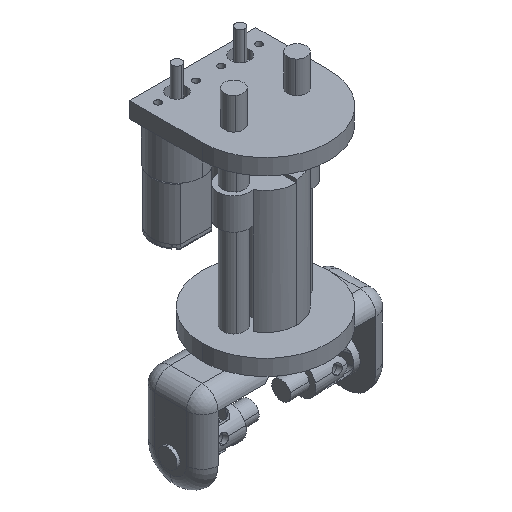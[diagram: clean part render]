
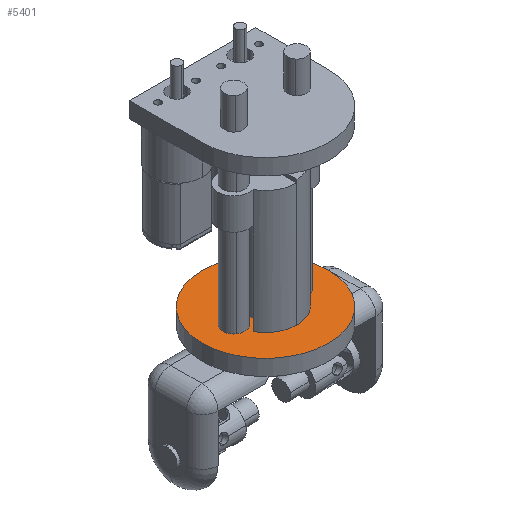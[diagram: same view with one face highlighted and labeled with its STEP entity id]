
A CAD part, isometric view. The second image highlights one B-rep face of the part: STEP entity #5401.
In plain terms, the highlighted planar face has unit normal (0, 0, 1).
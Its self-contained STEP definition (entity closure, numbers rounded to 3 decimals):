
#18 = DIRECTION ( 'NONE',  ( 0., 0., 1. ) ) ;
#77 = AXIS2_PLACEMENT_3D ( 'NONE', #2090, #1430, #1893 ) ;
#106 = CIRCLE ( 'NONE', #5785, 10. ) ;
#170 = AXIS2_PLACEMENT_3D ( 'NONE', #4070, #1132, #4562 ) ;
#196 = CARTESIAN_POINT ( 'NONE',  ( 0., 0., 5. ) ) ;
#212 = DIRECTION ( 'NONE',  ( 0., 0., 1. ) ) ;
#217 = VERTEX_POINT ( 'NONE', #504 ) ;
#276 = CIRCLE ( 'NONE', #2127, 3. ) ;
#296 = VERTEX_POINT ( 'NONE', #4603 ) ;
#504 = CARTESIAN_POINT ( 'NONE',  ( 5., 0., 5. ) ) ;
#561 = ORIENTED_EDGE ( 'NONE', *, *, #2134, .F. ) ;
#569 = AXIS2_PLACEMENT_3D ( 'NONE', #3544, #605, #4033 ) ;
#578 = DIRECTION ( 'NONE',  ( 0., 0., 1. ) ) ;
#605 = DIRECTION ( 'NONE',  ( 0., 0., 1. ) ) ;
#615 = AXIS2_PLACEMENT_3D ( 'NONE', #854, #5726, #2809 ) ;
#680 = DIRECTION ( 'NONE',  ( 1., 0., 0. ) ) ;
#686 = DIRECTION ( 'NONE',  ( 0., 0., 1. ) ) ;
#727 = VERTEX_POINT ( 'NONE', #1990 ) ;
#742 = CARTESIAN_POINT ( 'NONE',  ( -13., 0., 5. ) ) ;
#795 = DIRECTION ( 'NONE',  ( 1., 0., 0. ) ) ;
#805 = CIRCLE ( 'NONE', #1035, 20. ) ;
#818 = ORIENTED_EDGE ( 'NONE', *, *, #1885, .F. ) ;
#854 = CARTESIAN_POINT ( 'NONE',  ( 0., 0., 5. ) ) ;
#1022 = AXIS2_PLACEMENT_3D ( 'NONE', #2936, #18, #3432 ) ;
#1035 = AXIS2_PLACEMENT_3D ( 'NONE', #2779, #6194, #3269 ) ;
#1041 = EDGE_CURVE ( 'NONE', #296, #3303, #4088, .T. ) ;
#1132 = DIRECTION ( 'NONE',  ( 0., 0., -1. ) ) ;
#1168 = EDGE_CURVE ( 'NONE', #217, #727, #6204, .T. ) ;
#1191 = VERTEX_POINT ( 'NONE', #5720 ) ;
#1238 = CARTESIAN_POINT ( 'NONE',  ( 13., 0., 5. ) ) ;
#1303 = CIRCLE ( 'NONE', #569, 3. ) ;
#1429 = FACE_BOUND ( 'NONE', #4429, .T. ) ;
#1430 = DIRECTION ( 'NONE',  ( 0., 0., -1. ) ) ;
#1466 = AXIS2_PLACEMENT_3D ( 'NONE', #3622, #686, #4110 ) ;
#1481 = ORIENTED_EDGE ( 'NONE', *, *, #5755, .F. ) ;
#1574 = EDGE_LOOP ( 'NONE', ( #818, #561 ) ) ;
#1733 = DIRECTION ( 'NONE',  ( 0., 0., 1. ) ) ;
#1805 = ORIENTED_EDGE ( 'NONE', *, *, #3626, .F. ) ;
#1885 = EDGE_CURVE ( 'NONE', #2343, #3597, #3547, .T. ) ;
#1893 = DIRECTION ( 'NONE',  ( 1., 0., 0. ) ) ;
#1901 = CIRCLE ( 'NONE', #170, 5. ) ;
#1925 = CARTESIAN_POINT ( 'NONE',  ( 10., 0., 5. ) ) ;
#1990 = CARTESIAN_POINT ( 'NONE',  ( 8.75, 4.841, 5. ) ) ;
#2036 = FACE_BOUND ( 'NONE', #1574, .T. ) ;
#2052 = EDGE_LOOP ( 'NONE', ( #2941, #2589 ) ) ;
#2090 = CARTESIAN_POINT ( 'NONE',  ( -10., 0., 5. ) ) ;
#2120 = CARTESIAN_POINT ( 'NONE',  ( -8.75, -4.841, 5. ) ) ;
#2127 = AXIS2_PLACEMENT_3D ( 'NONE', #3121, #212, #3633 ) ;
#2129 = EDGE_CURVE ( 'NONE', #5863, #2917, #2411, .T. ) ;
#2134 = EDGE_CURVE ( 'NONE', #3597, #2343, #1303, .T. ) ;
#2284 = VERTEX_POINT ( 'NONE', #4605 ) ;
#2343 = VERTEX_POINT ( 'NONE', #742 ) ;
#2359 = EDGE_CURVE ( 'NONE', #727, #296, #106, .T. ) ;
#2411 = CIRCLE ( 'NONE', #2544, 3. ) ;
#2544 = AXIS2_PLACEMENT_3D ( 'NONE', #3510, #578, #4004 ) ;
#2589 = ORIENTED_EDGE ( 'NONE', *, *, #5911, .T. ) ;
#2650 = CARTESIAN_POINT ( 'NONE',  ( 8.75, -4.841, 5. ) ) ;
#2779 = CARTESIAN_POINT ( 'NONE',  ( 0., 0., 5. ) ) ;
#2809 = DIRECTION ( 'NONE',  ( 1., 0., 0. ) ) ;
#2822 = EDGE_CURVE ( 'NONE', #3303, #3717, #5281, .T. ) ;
#2917 = VERTEX_POINT ( 'NONE', #4651 ) ;
#2936 = CARTESIAN_POINT ( 'NONE',  ( -10., 0., 5. ) ) ;
#2941 = ORIENTED_EDGE ( 'NONE', *, *, #3691, .T. ) ;
#3011 = AXIS2_PLACEMENT_3D ( 'NONE', #1925, #6021, #795 ) ;
#3121 = CARTESIAN_POINT ( 'NONE',  ( 10., 0., 5. ) ) ;
#3269 = DIRECTION ( 'NONE',  ( 1., 0., 0. ) ) ;
#3303 = VERTEX_POINT ( 'NONE', #2120 ) ;
#3432 = DIRECTION ( 'NONE',  ( 1., 0., 0. ) ) ;
#3497 = ORIENTED_EDGE ( 'NONE', *, *, #2129, .F. ) ;
#3510 = CARTESIAN_POINT ( 'NONE',  ( 10., 0., 5. ) ) ;
#3544 = CARTESIAN_POINT ( 'NONE',  ( -10., 0., 5. ) ) ;
#3547 = CIRCLE ( 'NONE', #1022, 3. ) ;
#3597 = VERTEX_POINT ( 'NONE', #4526 ) ;
#3617 = DIRECTION ( 'NONE',  ( 0., 0., 1. ) ) ;
#3622 = CARTESIAN_POINT ( 'NONE',  ( 0., 0., 5. ) ) ;
#3626 = EDGE_CURVE ( 'NONE', #3717, #217, #1901, .T. ) ;
#3633 = DIRECTION ( 'NONE',  ( 1., 0., 0. ) ) ;
#3691 = EDGE_CURVE ( 'NONE', #1191, #2284, #4524, .T. ) ;
#3717 = VERTEX_POINT ( 'NONE', #2650 ) ;
#3738 = ORIENTED_EDGE ( 'NONE', *, *, #2359, .F. ) ;
#3757 = PLANE ( 'NONE',  #615 ) ;
#4004 = DIRECTION ( 'NONE',  ( 1., 0., 0. ) ) ;
#4033 = DIRECTION ( 'NONE',  ( 1., 0., 0. ) ) ;
#4040 = FACE_BOUND ( 'NONE', #5441, .T. ) ;
#4070 = CARTESIAN_POINT ( 'NONE',  ( 10., 0., 5. ) ) ;
#4088 = CIRCLE ( 'NONE', #77, 5. ) ;
#4110 = DIRECTION ( 'NONE',  ( 1., 0., 0. ) ) ;
#4189 = FACE_OUTER_BOUND ( 'NONE', #2052, .T. ) ;
#4252 = AXIS2_PLACEMENT_3D ( 'NONE', #196, #3617, #680 ) ;
#4429 = EDGE_LOOP ( 'NONE', ( #1805, #5832, #5360, #3738, #6227 ) ) ;
#4524 = CIRCLE ( 'NONE', #1466, 20. ) ;
#4526 = CARTESIAN_POINT ( 'NONE',  ( -7., 0., 5. ) ) ;
#4562 = DIRECTION ( 'NONE',  ( 1., 0., 0. ) ) ;
#4603 = CARTESIAN_POINT ( 'NONE',  ( -8.75, 4.841, 5. ) ) ;
#4605 = CARTESIAN_POINT ( 'NONE',  ( 20., 0., 5. ) ) ;
#4651 = CARTESIAN_POINT ( 'NONE',  ( 7., 0., 5. ) ) ;
#4679 = CARTESIAN_POINT ( 'NONE',  ( 0., 0., 5. ) ) ;
#5163 = DIRECTION ( 'NONE',  ( 1., 0., 0. ) ) ;
#5281 = CIRCLE ( 'NONE', #4252, 10. ) ;
#5360 = ORIENTED_EDGE ( 'NONE', *, *, #1041, .F. ) ;
#5401 = ADVANCED_FACE ( 'NONE', ( #2036, #4189, #4040, #1429 ), #3757, .T. ) ;
#5441 = EDGE_LOOP ( 'NONE', ( #1481, #3497 ) ) ;
#5720 = CARTESIAN_POINT ( 'NONE',  ( -20., 0., 5. ) ) ;
#5726 = DIRECTION ( 'NONE',  ( 0., 0., 1. ) ) ;
#5755 = EDGE_CURVE ( 'NONE', #2917, #5863, #276, .T. ) ;
#5785 = AXIS2_PLACEMENT_3D ( 'NONE', #4679, #1733, #5163 ) ;
#5832 = ORIENTED_EDGE ( 'NONE', *, *, #2822, .F. ) ;
#5863 = VERTEX_POINT ( 'NONE', #1238 ) ;
#5911 = EDGE_CURVE ( 'NONE', #2284, #1191, #805, .T. ) ;
#6021 = DIRECTION ( 'NONE',  ( 0., 0., -1. ) ) ;
#6194 = DIRECTION ( 'NONE',  ( 0., 0., 1. ) ) ;
#6204 = CIRCLE ( 'NONE', #3011, 5. ) ;
#6227 = ORIENTED_EDGE ( 'NONE', *, *, #1168, .F. ) ;
